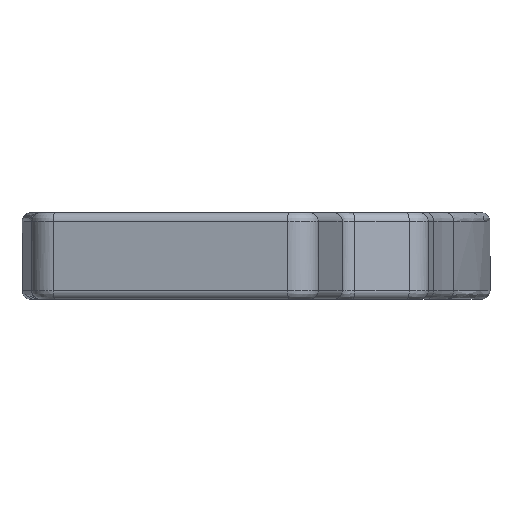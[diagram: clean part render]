
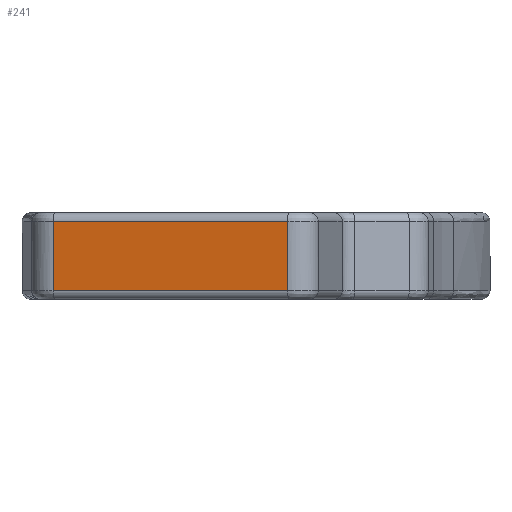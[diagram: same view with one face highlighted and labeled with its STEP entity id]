
A CAD part, left-side view. The second image highlights one B-rep face of the part: STEP entity #241.
In plain terms, the highlighted planar face has unit normal (-0.985, 0.174, 0).
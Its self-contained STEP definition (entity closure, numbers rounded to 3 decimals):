
#241=ADVANCED_FACE('',(#1117),#14822,.T.);
#1117=FACE_OUTER_BOUND('',#2005,.T.);
#2005=EDGE_LOOP('',(#3464,#3465,#3466,#3467));
#3464=ORIENTED_EDGE('',*,*,#8291,.T.);
#3465=ORIENTED_EDGE('',*,*,#8290,.T.);
#3466=ORIENTED_EDGE('',*,*,#8288,.F.);
#3467=ORIENTED_EDGE('',*,*,#8289,.T.);
#8288=EDGE_CURVE('',#13292,#13293,#12603,.T.);
#8289=EDGE_CURVE('',#13292,#13294,#10636,.T.);
#8290=EDGE_CURVE('',#13295,#13293,#10637,.T.);
#8291=EDGE_CURVE('',#13294,#13295,#10638,.T.);
#10636=B_SPLINE_CURVE_WITH_KNOTS('',1,(#21383,#21384),.UNSPECIFIED.,.F.,
 .F.,(2,2),(0.,53.74),.UNSPECIFIED.);
#10637=B_SPLINE_CURVE_WITH_KNOTS('',1,(#21385,#21386),.UNSPECIFIED.,.F.,
 .F.,(2,2),(0.,53.74),.UNSPECIFIED.);
#10638=B_SPLINE_CURVE_WITH_KNOTS('',1,(#21387,#21388),.UNSPECIFIED.,.F.,
 .F.,(2,2),(0.,15.6),.UNSPECIFIED.);
#12603=(
BOUNDED_CURVE()
B_SPLINE_CURVE(1,(#21381,#21382),.UNSPECIFIED.,.F.,.F.)
B_SPLINE_CURVE_WITH_KNOTS((2,2),(0.,15.6),.UNSPECIFIED.)
CURVE()
GEOMETRIC_REPRESENTATION_ITEM()
RATIONAL_B_SPLINE_CURVE((1.,1.))
REPRESENTATION_ITEM('')
);
#13292=VERTEX_POINT('',#18903);
#13293=VERTEX_POINT('',#18904);
#13294=VERTEX_POINT('',#18905);
#13295=VERTEX_POINT('',#18906);
#14822=PLANE('',#15765);
#15765=AXIS2_PLACEMENT_3D('',#17840,#16606,$);
#16606=DIRECTION('',(-0.985,0.174,0.));
#17840=CARTESIAN_POINT('',(-107.699,58.664,3.));
#18903=CARTESIAN_POINT('',(-117.031,5.741,18.6));
#18904=CARTESIAN_POINT('',(-117.031,5.741,3.));
#18905=CARTESIAN_POINT('',(-107.699,58.664,18.6));
#18906=CARTESIAN_POINT('',(-107.699,58.664,3.));
#21381=CARTESIAN_POINT('',(-117.031,5.741,18.6));
#21382=CARTESIAN_POINT('',(-117.031,5.741,3.));
#21383=CARTESIAN_POINT('',(-117.031,5.741,18.6));
#21384=CARTESIAN_POINT('',(-107.699,58.664,18.6));
#21385=CARTESIAN_POINT('',(-107.699,58.664,3.));
#21386=CARTESIAN_POINT('',(-117.031,5.741,3.));
#21387=CARTESIAN_POINT('',(-107.699,58.664,18.6));
#21388=CARTESIAN_POINT('',(-107.699,58.664,3.));
